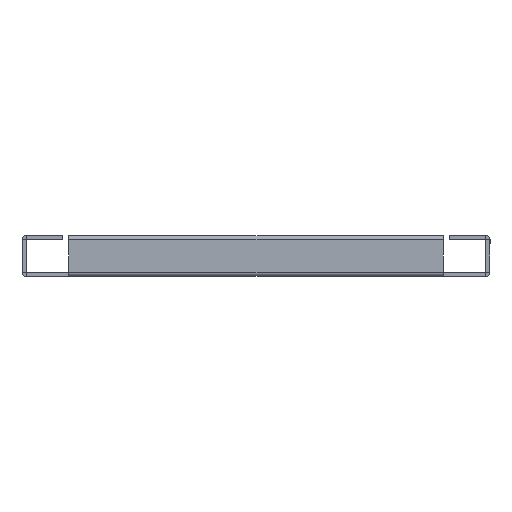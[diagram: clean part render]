
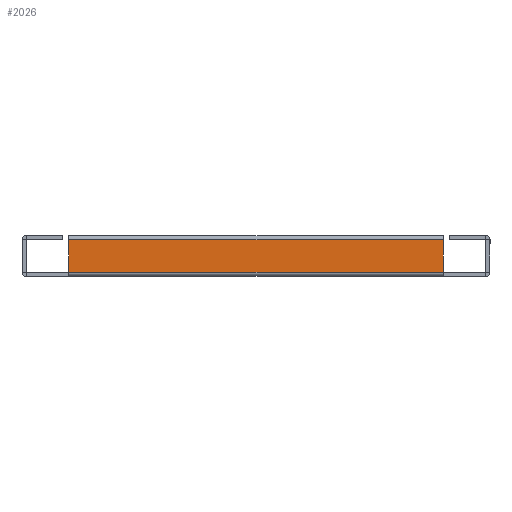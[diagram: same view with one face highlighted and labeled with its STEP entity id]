
A CAD part, left-side view. The second image highlights one B-rep face of the part: STEP entity #2026.
In plain terms, the highlighted planar face has unit normal (-1, 0, 0).
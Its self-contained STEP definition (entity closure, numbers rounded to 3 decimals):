
#133 = CARTESIAN_POINT ( 'NONE',  ( -741.51, -114.5, 22.49 ) ) ;
#319 = CARTESIAN_POINT ( 'NONE',  ( -741.51, 114.5, 2.51 ) ) ;
#325 = CARTESIAN_POINT ( 'NONE',  ( -741.51, -114.5, 2.51 ) ) ;
#330 = CARTESIAN_POINT ( 'NONE',  ( -741.51, 114.5, 22.49 ) ) ;
#576 = EDGE_LOOP ( 'NONE', ( #1697, #1769, #1261, #1214 ) ) ;
#663 = VERTEX_POINT ( 'NONE', #133 ) ;
#691 = VERTEX_POINT ( 'NONE', #330 ) ;
#696 = VERTEX_POINT ( 'NONE', #325 ) ;
#700 = VERTEX_POINT ( 'NONE', #319 ) ;
#1214 = ORIENTED_EDGE ( 'NONE', *, *, #2112, .T. ) ;
#1261 = ORIENTED_EDGE ( 'NONE', *, *, #2104, .F. ) ;
#1464 = CARTESIAN_POINT ( 'NONE',  ( -741.51, 114.5, 2.5 ) ) ;
#1469 = PLANE ( 'NONE',  #2353 ) ;
#1474 = DIRECTION ( 'NONE',  ( 1., 0., 0. ) ) ;
#1475 = DIRECTION ( 'NONE',  ( 0., 0., -1. ) ) ;
#1697 = ORIENTED_EDGE ( 'NONE', *, *, #2102, .T. ) ;
#1769 = ORIENTED_EDGE ( 'NONE', *, *, #2106, .T. ) ;
#2026 = ADVANCED_FACE ( 'NONE', ( #4632 ), #1469, .F. ) ;
#2102 = EDGE_CURVE ( 'NONE', #663, #691, #2451, .T. ) ;
#2104 = EDGE_CURVE ( 'NONE', #696, #700, #2455, .T. ) ;
#2106 = EDGE_CURVE ( 'NONE', #691, #700, #2459, .T. ) ;
#2112 = EDGE_CURVE ( 'NONE', #696, #663, #2471, .T. ) ;
#2353 = AXIS2_PLACEMENT_3D ( 'NONE', #1464, #1474, #1475 ) ;
#2451 = LINE ( 'NONE', #4298, #2452 ) ;
#2452 = VECTOR ( 'NONE', #4299, 1000. ) ;
#2455 = LINE ( 'NONE', #4302, #2456 ) ;
#2456 = VECTOR ( 'NONE', #4303, 1000. ) ;
#2459 = LINE ( 'NONE', #4306, #2460 ) ;
#2460 = VECTOR ( 'NONE', #4307, 1000. ) ;
#2471 = LINE ( 'NONE', #4318, #2472 ) ;
#2472 = VECTOR ( 'NONE', #4319, 1000. ) ;
#4298 = CARTESIAN_POINT ( 'NONE',  ( -741.51, -114.5, 22.49 ) ) ;
#4299 = DIRECTION ( 'NONE',  ( 0., 1., 0. ) ) ;
#4302 = CARTESIAN_POINT ( 'NONE',  ( -741.51, 114.5, 2.51 ) ) ;
#4303 = DIRECTION ( 'NONE',  ( 0., 1., 0. ) ) ;
#4306 = CARTESIAN_POINT ( 'NONE',  ( -741.51, 114.5, 2.5 ) ) ;
#4307 = DIRECTION ( 'NONE',  ( 0., 0., -1. ) ) ;
#4318 = CARTESIAN_POINT ( 'NONE',  ( -741.51, -114.5, 2.5 ) ) ;
#4319 = DIRECTION ( 'NONE',  ( 0., 0., 1. ) ) ;
#4632 = FACE_OUTER_BOUND ( 'NONE', #576, .T. ) ;
